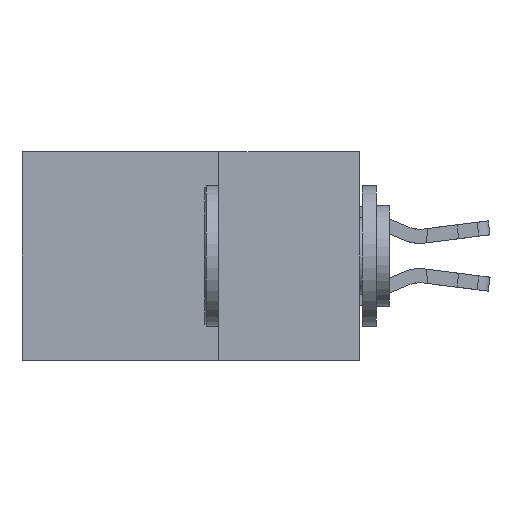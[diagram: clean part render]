
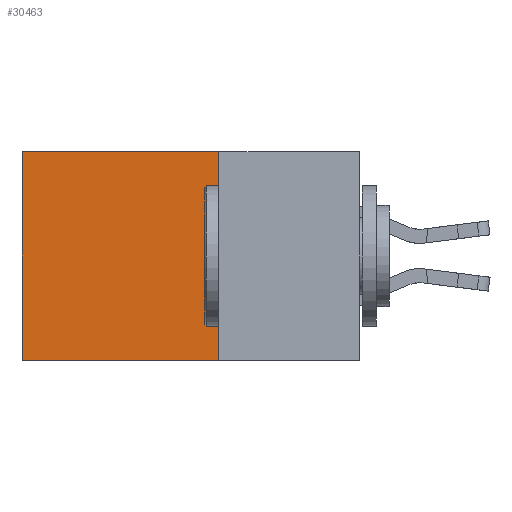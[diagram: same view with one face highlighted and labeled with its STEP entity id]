
A CAD part, left-side view. The second image highlights one B-rep face of the part: STEP entity #30463.
In plain terms, the highlighted planar face has unit normal (-1, 0, 0).
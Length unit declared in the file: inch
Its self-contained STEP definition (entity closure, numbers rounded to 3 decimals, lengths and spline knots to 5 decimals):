
#742 = VECTOR ( 'NONE', #6418, 39.37008 ) ;
#1054 = EDGE_CURVE ( 'NONE', #4850, #13995, #27255, .T. ) ;
#1087 = CARTESIAN_POINT ( 'NONE',  ( 0.2875, 0.25, 0. ) ) ;
#1141 = VECTOR ( 'NONE', #8284, 39.37008 ) ;
#1928 = LINE ( 'NONE', #20735, #1141 ) ;
#2925 = FACE_OUTER_BOUND ( 'NONE', #20818, .T. ) ;
#2989 = ORIENTED_EDGE ( 'NONE', *, *, #1054, .T. ) ;
#4850 = VERTEX_POINT ( 'NONE', #24712 ) ;
#6065 = VECTOR ( 'NONE', #16174, 39.37008 ) ;
#6418 = DIRECTION ( 'NONE',  ( 0., 0., -1. ) ) ;
#6424 = VERTEX_POINT ( 'NONE', #23337 ) ;
#7457 = LINE ( 'NONE', #18847, #742 ) ;
#8284 = DIRECTION ( 'NONE',  ( 0., 0., -1. ) ) ;
#9684 = ORIENTED_EDGE ( 'NONE', *, *, #18921, .T. ) ;
#10730 = VECTOR ( 'NONE', #26282, 39.37008 ) ;
#12086 = ORIENTED_EDGE ( 'NONE', *, *, #19114, .F. ) ;
#12188 = VERTEX_POINT ( 'NONE', #26532 ) ;
#13604 = CARTESIAN_POINT ( 'NONE',  ( 0.2875, 0.25, 0. ) ) ;
#13995 = VERTEX_POINT ( 'NONE', #14821 ) ;
#14821 = CARTESIAN_POINT ( 'NONE',  ( 0.2875, 0.6, 0. ) ) ;
#16134 = EDGE_CURVE ( 'NONE', #12188, #6424, #19849, .T. ) ;
#16174 = DIRECTION ( 'NONE',  ( 0., 1., 0. ) ) ;
#16481 = ORIENTED_EDGE ( 'NONE', *, *, #16134, .F. ) ;
#18847 = CARTESIAN_POINT ( 'NONE',  ( 0.2875, 0.25, 0. ) ) ;
#18921 = EDGE_CURVE ( 'NONE', #13995, #6424, #1928, .T. ) ;
#19114 = EDGE_CURVE ( 'NONE', #4850, #12188, #7457, .T. ) ;
#19849 = LINE ( 'NONE', #20897, #6065 ) ;
#20735 = CARTESIAN_POINT ( 'NONE',  ( 0.2875, 0.6, 0. ) ) ;
#20818 = EDGE_LOOP ( 'NONE', ( #9684, #16481, #12086, #2989 ) ) ;
#20897 = CARTESIAN_POINT ( 'NONE',  ( 0.2875, 0.25, -0.37 ) ) ;
#21281 = DIRECTION ( 'NONE',  ( 1., 0., 0. ) ) ;
#23337 = CARTESIAN_POINT ( 'NONE',  ( 0.2875, 0.6, -0.37 ) ) ;
#23586 = PLANE ( 'NONE',  #25990 ) ;
#24712 = CARTESIAN_POINT ( 'NONE',  ( 0.2875, 0.25, 0. ) ) ;
#25990 = AXIS2_PLACEMENT_3D ( 'NONE', #13604, #21281, #31437 ) ;
#26282 = DIRECTION ( 'NONE',  ( 0., 1., 0. ) ) ;
#26532 = CARTESIAN_POINT ( 'NONE',  ( 0.2875, 0.25, -0.37 ) ) ;
#27255 = LINE ( 'NONE', #1087, #10730 ) ;
#30463 = ADVANCED_FACE ( 'NONE', ( #2925 ), #23586, .F. ) ;
#31437 = DIRECTION ( 'NONE',  ( 0., 0., -1. ) ) ;
